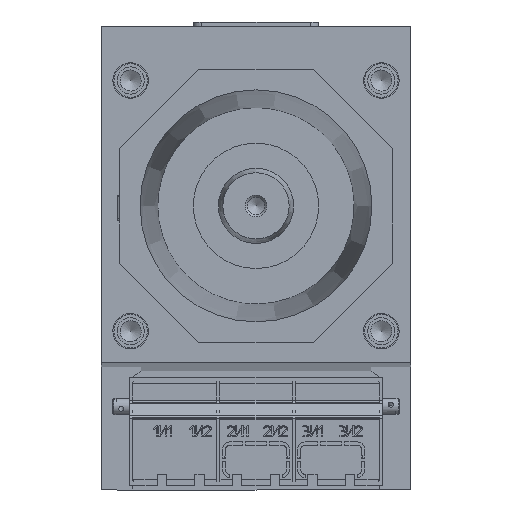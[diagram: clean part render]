
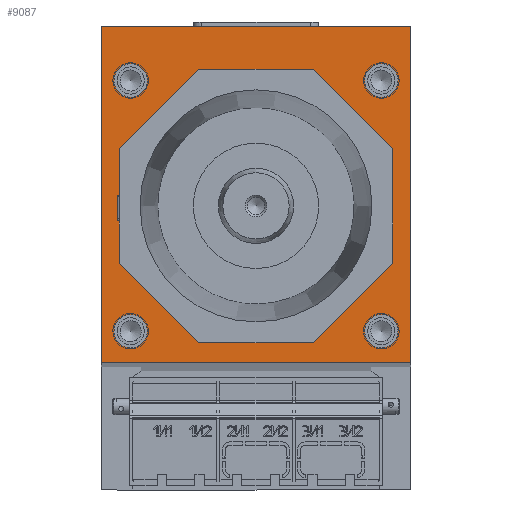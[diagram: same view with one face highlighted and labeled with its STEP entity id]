
A CAD part, left-side view. The second image highlights one B-rep face of the part: STEP entity #9087.
In plain terms, the highlighted planar face has unit normal (-1, 0, 0).
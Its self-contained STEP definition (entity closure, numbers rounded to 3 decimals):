
#9087=ADVANCED_FACE('',(#29463,#29465,#29467,#29469,#29471,#29473),#29475,.T.);
#29463=FACE_BOUND('',#29464,.T.);
#29464=EDGE_LOOP('',(#45401,#45402,#45403,#45404));
#29465=FACE_BOUND('',#29466,.T.);
#29466=EDGE_LOOP('',(#45405));
#29467=FACE_BOUND('',#29468,.T.);
#29468=EDGE_LOOP('',(#45406));
#29469=FACE_BOUND('',#29470,.T.);
#29470=EDGE_LOOP('',(#45407));
#29471=FACE_BOUND('',#29472,.T.);
#29472=EDGE_LOOP('',(#45408));
#29473=FACE_BOUND('',#29474,.T.);
#29474=EDGE_LOOP('',(#45409,#45410,#45411,#45412,#45413,#45414,#45415,#45416));
#29475=PLANE('',#29476);
#29476=AXIS2_PLACEMENT_3D('',#29477,#29478,#29479);
#29477=CARTESIAN_POINT('',(-39.,-48.,0.));
#29478=DIRECTION('',(-1.,0.,0.));
#29479=DIRECTION('',(0.,0.,1.));
#45401=ORIENTED_EDGE('',*,*,#55474,.T.);
#45402=ORIENTED_EDGE('',*,*,#57319,.T.);
#45403=ORIENTED_EDGE('',*,*,#57234,.T.);
#45404=ORIENTED_EDGE('',*,*,#57320,.F.);
#45405=ORIENTED_EDGE('',*,*,#57321,.T.);
#45406=ORIENTED_EDGE('',*,*,#57322,.T.);
#45407=ORIENTED_EDGE('',*,*,#57323,.T.);
#45408=ORIENTED_EDGE('',*,*,#57324,.T.);
#45409=ORIENTED_EDGE('',*,*,#57325,.T.);
#45410=ORIENTED_EDGE('',*,*,#57326,.T.);
#45411=ORIENTED_EDGE('',*,*,#57327,.T.);
#45412=ORIENTED_EDGE('',*,*,#57328,.T.);
#45413=ORIENTED_EDGE('',*,*,#57329,.T.);
#45414=ORIENTED_EDGE('',*,*,#57330,.T.);
#45415=ORIENTED_EDGE('',*,*,#57331,.T.);
#45416=ORIENTED_EDGE('',*,*,#57332,.T.);
#55474=EDGE_CURVE('',#63215,#63213,#63216,.T.);
#57234=EDGE_CURVE('',#65879,#65877,#65880,.T.);
#57319=EDGE_CURVE('',#63213,#65879,#66044,.T.);
#57320=EDGE_CURVE('',#63215,#65877,#66045,.T.);
#57321=EDGE_CURVE('',#66046,#66046,#66047,.T.);
#57322=EDGE_CURVE('',#66048,#66048,#66049,.T.);
#57323=EDGE_CURVE('',#66050,#66050,#66051,.T.);
#57324=EDGE_CURVE('',#66052,#66052,#66053,.T.);
#57325=EDGE_CURVE('',#66054,#66055,#66056,.T.);
#57326=EDGE_CURVE('',#66055,#66057,#66058,.T.);
#57327=EDGE_CURVE('',#66057,#66059,#66060,.T.);
#57328=EDGE_CURVE('',#66059,#66061,#66062,.T.);
#57329=EDGE_CURVE('',#66061,#66063,#66064,.T.);
#57330=EDGE_CURVE('',#66063,#66065,#66066,.T.);
#57331=EDGE_CURVE('',#66065,#66067,#66068,.T.);
#57332=EDGE_CURVE('',#66067,#66054,#66069,.T.);
#63213=VERTEX_POINT('',#77112);
#63215=VERTEX_POINT('',#77116);
#63216=LINE('',#77117,#77118);
#65877=VERTEX_POINT('',#84505);
#65879=VERTEX_POINT('',#84509);
#65880=LINE('',#84510,#84511);
#66044=LINE('',#84904,#84905);
#66045=LINE('',#84907,#84908);
#66046=VERTEX_POINT('',#84910);
#66047=CIRCLE('',#84911,8.);
#66048=VERTEX_POINT('',#84915);
#66049=CIRCLE('',#84916,8.);
#66050=VERTEX_POINT('',#84920);
#66051=CIRCLE('',#84921,8.);
#66052=VERTEX_POINT('',#84925);
#66053=CIRCLE('',#84926,8.);
#66054=VERTEX_POINT('',#84930);
#66055=VERTEX_POINT('',#84931);
#66056=LINE('',#84932,#84933);
#66057=VERTEX_POINT('',#84935);
#66058=LINE('',#84936,#84937);
#66059=VERTEX_POINT('',#84939);
#66060=LINE('',#84940,#84941);
#66061=VERTEX_POINT('',#84943);
#66062=LINE('',#84944,#84945);
#66063=VERTEX_POINT('',#84947);
#66064=LINE('',#84948,#84949);
#66065=VERTEX_POINT('',#84951);
#66066=LINE('',#84952,#84953);
#66067=VERTEX_POINT('',#84955);
#66068=LINE('',#84956,#84957);
#66069=LINE('',#84959,#84960);
#77112=CARTESIAN_POINT('',(-39.,-48.,60.983));
#77116=CARTESIAN_POINT('',(-39.,100.,60.983));
#77117=CARTESIAN_POINT('',(-39.,100.,60.983));
#77118=VECTOR('',#77119,1.);
#77119=DIRECTION('',(0.,-1.,0.));
#84505=CARTESIAN_POINT('',(-39.,100.,222.));
#84509=CARTESIAN_POINT('',(-39.,-48.,222.));
#84510=CARTESIAN_POINT('',(-39.,-48.,222.));
#84511=VECTOR('',#84512,1.);
#84512=DIRECTION('',(0.,1.,0.));
#84904=CARTESIAN_POINT('',(-39.,-48.,60.983));
#84905=VECTOR('',#84906,1.);
#84906=DIRECTION('',(0.,0.,1.));
#84907=CARTESIAN_POINT('',(-39.,100.,60.983));
#84908=VECTOR('',#84909,1.);
#84909=DIRECTION('',(0.,0.,1.));
#84910=CARTESIAN_POINT('',(-39.,-33.648,83.992));
#84911=AXIS2_PLACEMENT_3D('',#84912,#84913,#84914);
#84912=CARTESIAN_POINT('',(-39.,-34.,76.));
#84913=DIRECTION('',(1.,-0.,-0.));
#84914=DIRECTION('',(0.,0.044,0.999));
#84915=CARTESIAN_POINT('',(-39.,86.352,83.992));
#84916=AXIS2_PLACEMENT_3D('',#84917,#84918,#84919);
#84917=CARTESIAN_POINT('',(-39.,86.,76.));
#84918=DIRECTION('',(1.,-0.,-0.));
#84919=DIRECTION('',(0.,0.044,0.999));
#84920=CARTESIAN_POINT('',(-39.,86.352,203.992));
#84921=AXIS2_PLACEMENT_3D('',#84922,#84923,#84924);
#84922=CARTESIAN_POINT('',(-39.,86.,196.));
#84923=DIRECTION('',(1.,-0.,-0.));
#84924=DIRECTION('',(0.,0.044,0.999));
#84925=CARTESIAN_POINT('',(-39.,-33.648,203.992));
#84926=AXIS2_PLACEMENT_3D('',#84927,#84928,#84929);
#84927=CARTESIAN_POINT('',(-39.,-34.,196.));
#84928=DIRECTION('',(1.,-0.,-0.));
#84929=DIRECTION('',(0.,0.044,0.999));
#84930=CARTESIAN_POINT('',(-39.,-1.5,70.5));
#84931=CARTESIAN_POINT('',(-39.,53.5,70.5));
#84932=CARTESIAN_POINT('',(-39.,-1.5,70.5));
#84933=VECTOR('',#84934,1.);
#84934=DIRECTION('',(0.,1.,0.));
#84935=CARTESIAN_POINT('',(-39.,91.5,108.5));
#84936=CARTESIAN_POINT('',(-39.,53.5,70.5));
#84937=VECTOR('',#84938,1.);
#84938=DIRECTION('',(0.,0.707,0.707));
#84939=CARTESIAN_POINT('',(-39.,91.5,163.5));
#84940=CARTESIAN_POINT('',(-39.,91.5,108.5));
#84941=VECTOR('',#84942,1.);
#84942=DIRECTION('',(0.,0.,1.));
#84943=CARTESIAN_POINT('',(-39.,53.5,201.5));
#84944=CARTESIAN_POINT('',(-39.,91.5,163.5));
#84945=VECTOR('',#84946,1.);
#84946=DIRECTION('',(0.,-0.707,0.707));
#84947=CARTESIAN_POINT('',(-39.,-1.5,201.5));
#84948=CARTESIAN_POINT('',(-39.,53.5,201.5));
#84949=VECTOR('',#84950,1.);
#84950=DIRECTION('',(0.,-1.,0.));
#84951=CARTESIAN_POINT('',(-39.,-39.5,163.5));
#84952=CARTESIAN_POINT('',(-39.,-1.5,201.5));
#84953=VECTOR('',#84954,1.);
#84954=DIRECTION('',(0.,-0.707,-0.707));
#84955=CARTESIAN_POINT('',(-39.,-39.5,108.5));
#84956=CARTESIAN_POINT('',(-39.,-39.5,163.5));
#84957=VECTOR('',#84958,1.);
#84958=DIRECTION('',(0.,0.,-1.));
#84959=CARTESIAN_POINT('',(-39.,-39.5,108.5));
#84960=VECTOR('',#84961,1.);
#84961=DIRECTION('',(0.,0.707,-0.707));
